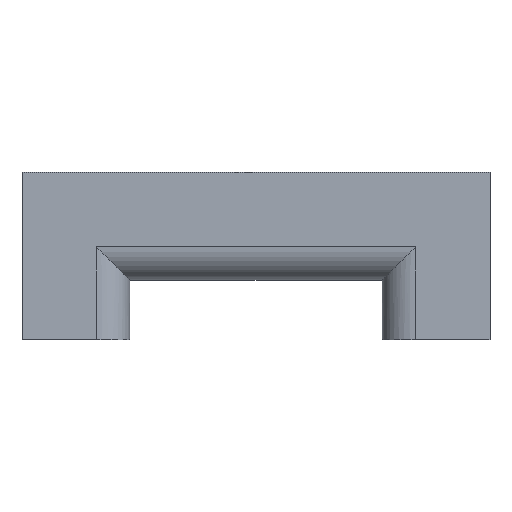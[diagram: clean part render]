
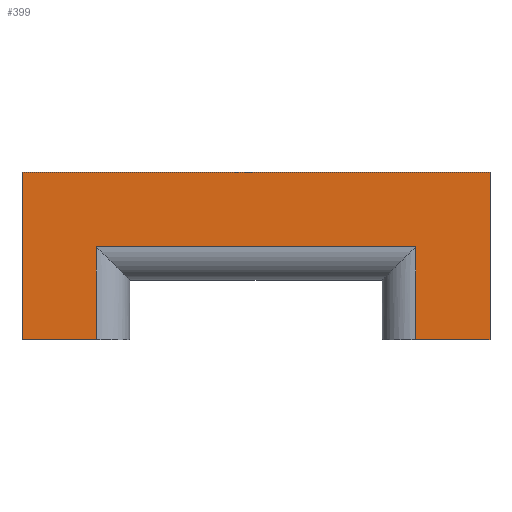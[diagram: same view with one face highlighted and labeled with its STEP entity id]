
A CAD part, front view. The second image highlights one B-rep face of the part: STEP entity #399.
In plain terms, the highlighted planar face has unit normal (0, -1, 0).
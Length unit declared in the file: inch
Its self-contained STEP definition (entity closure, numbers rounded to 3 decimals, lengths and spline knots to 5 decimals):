
#26=PLANE('',#438);
#47=FACE_OUTER_BOUND('',#68,.T.);
#68=EDGE_LOOP('',(#337,#338,#339,#340,#341,#342,#343,#344));
#79=LINE('',#552,#130);
#81=LINE('',#560,#132);
#84=LINE('',#569,#135);
#90=LINE('',#582,#141);
#100=LINE('',#603,#151);
#112=LINE('',#629,#163);
#122=LINE('',#647,#173);
#123=LINE('',#648,#174);
#130=VECTOR('',#449,0.3937);
#132=VECTOR('',#457,0.3937);
#135=VECTOR('',#466,0.3937);
#141=VECTOR('',#478,0.3937);
#151=VECTOR('',#492,0.3937);
#163=VECTOR('',#510,0.3937);
#173=VECTOR('',#528,0.3937);
#174=VECTOR('',#529,0.3937);
#181=VERTEX_POINT('',#550);
#182=VERTEX_POINT('',#551);
#185=VERTEX_POINT('',#559);
#188=VERTEX_POINT('',#567);
#192=VERTEX_POINT('',#581);
#200=VERTEX_POINT('',#600);
#201=VERTEX_POINT('',#602);
#212=VERTEX_POINT('',#627);
#217=EDGE_CURVE('',#181,#182,#79,.T.);
#221=EDGE_CURVE('',#185,#181,#81,.T.);
#226=EDGE_CURVE('',#188,#185,#84,.T.);
#232=EDGE_CURVE('',#182,#192,#90,.T.);
#242=EDGE_CURVE('',#200,#201,#100,.T.);
#254=EDGE_CURVE('',#212,#200,#112,.T.);
#264=EDGE_CURVE('',#201,#188,#122,.T.);
#265=EDGE_CURVE('',#192,#212,#123,.T.);
#337=ORIENTED_EDGE('',*,*,#226,.F.);
#338=ORIENTED_EDGE('',*,*,#264,.F.);
#339=ORIENTED_EDGE('',*,*,#242,.F.);
#340=ORIENTED_EDGE('',*,*,#254,.F.);
#341=ORIENTED_EDGE('',*,*,#265,.F.);
#342=ORIENTED_EDGE('',*,*,#232,.F.);
#343=ORIENTED_EDGE('',*,*,#217,.F.);
#344=ORIENTED_EDGE('',*,*,#221,.F.);
#399=ADVANCED_FACE('',(#47),#26,.T.);
#438=AXIS2_PLACEMENT_3D('',#646,#526,#527);
#449=DIRECTION('',(0.,0.,-1.));
#457=DIRECTION('',(-1.,0.,0.));
#466=DIRECTION('',(0.,0.,1.));
#478=DIRECTION('',(-1.,0.,0.));
#492=DIRECTION('',(0.,0.,-1.));
#510=DIRECTION('',(1.,0.,0.));
#526=DIRECTION('center_axis',(0.,-1.,0.));
#527=DIRECTION('ref_axis',(1.,0.,0.));
#528=DIRECTION('',(-1.,0.,0.));
#529=DIRECTION('',(0.,0.,1.));
#550=CARTESIAN_POINT('',(-0.4775,0.865,-2.96514));
#551=CARTESIAN_POINT('',(-0.4775,0.865,-3.24264));
#552=CARTESIAN_POINT('',(-0.4775,0.865,-3.24264));
#559=CARTESIAN_POINT('',(0.4775,0.865,-2.96514));
#560=CARTESIAN_POINT('',(-0.53875,0.865,-2.96514));
#567=CARTESIAN_POINT('',(0.4775,0.865,-3.24264));
#569=CARTESIAN_POINT('',(0.4775,0.865,-3.15389));
#581=CARTESIAN_POINT('',(-0.7,0.865,-3.24264));
#582=CARTESIAN_POINT('',(-0.3775,0.865,-3.24264));
#600=CARTESIAN_POINT('',(0.7,0.865,-2.74264));
#602=CARTESIAN_POINT('',(0.7,0.865,-3.24264));
#603=CARTESIAN_POINT('',(0.7,0.865,-2.74264));
#627=CARTESIAN_POINT('',(-0.7,0.865,-2.74264));
#629=CARTESIAN_POINT('',(-0.7,0.865,-2.74264));
#646=CARTESIAN_POINT('Origin',(-0.7,0.865,-3.24264));
#647=CARTESIAN_POINT('',(0.61937,0.865,-3.24264));
#648=CARTESIAN_POINT('',(-0.7,0.865,-3.24264));
